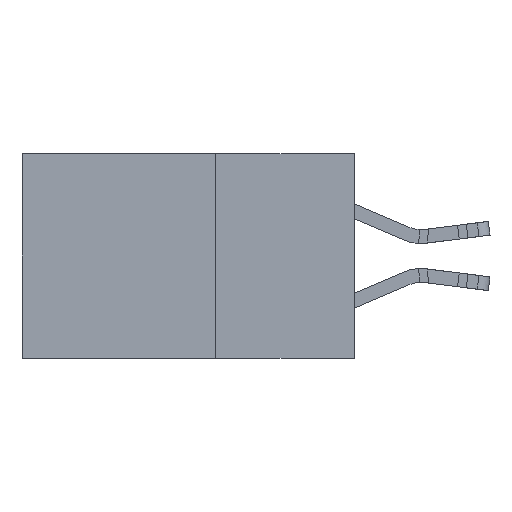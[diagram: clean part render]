
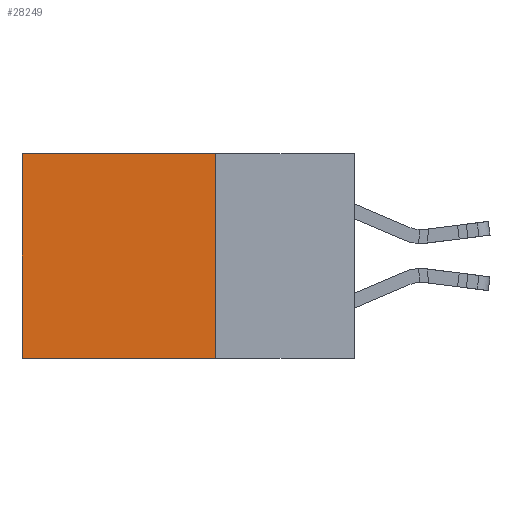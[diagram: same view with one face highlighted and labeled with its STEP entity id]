
A CAD part, left-side view. The second image highlights one B-rep face of the part: STEP entity #28249.
In plain terms, the highlighted planar face has unit normal (-1, 0, 0).
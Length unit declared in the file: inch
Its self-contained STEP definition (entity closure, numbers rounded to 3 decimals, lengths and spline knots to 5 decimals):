
#1898 = CARTESIAN_POINT ( 'NONE',  ( 0.298, 0.6, -0.37 ) ) ;
#3090 = CARTESIAN_POINT ( 'NONE',  ( 0.298, 0.6, 0. ) ) ;
#4314 = ORIENTED_EDGE ( 'NONE', *, *, #29870, .F. ) ;
#7614 = AXIS2_PLACEMENT_3D ( 'NONE', #30999, #26034, #10848 ) ;
#8561 = VECTOR ( 'NONE', #32882, 39.37008 ) ;
#8568 = EDGE_LOOP ( 'NONE', ( #30337, #32347, #4314, #22163 ) ) ;
#8872 = EDGE_CURVE ( 'NONE', #27559, #10711, #17212, .T. ) ;
#9084 = VECTOR ( 'NONE', #32127, 39.37008 ) ;
#9338 = LINE ( 'NONE', #15264, #8561 ) ;
#10408 = VECTOR ( 'NONE', #12501, 39.37008 ) ;
#10711 = VERTEX_POINT ( 'NONE', #1898 ) ;
#10747 = VECTOR ( 'NONE', #12516, 39.37008 ) ;
#10848 = DIRECTION ( 'NONE',  ( 0., 0., -1. ) ) ;
#10884 = CARTESIAN_POINT ( 'NONE',  ( 0.298, 0.25, -0.37 ) ) ;
#12501 = DIRECTION ( 'NONE',  ( 0., 1., 0. ) ) ;
#12516 = DIRECTION ( 'NONE',  ( 0., 0., -1. ) ) ;
#12794 = FACE_OUTER_BOUND ( 'NONE', #8568, .T. ) ;
#14995 = CARTESIAN_POINT ( 'NONE',  ( 0.298, 0.6, 0. ) ) ;
#15264 = CARTESIAN_POINT ( 'NONE',  ( 0.298, 0.25, 0. ) ) ;
#17212 = LINE ( 'NONE', #22570, #10408 ) ;
#17590 = EDGE_CURVE ( 'NONE', #30267, #10711, #30945, .T. ) ;
#21936 = EDGE_CURVE ( 'NONE', #27150, #30267, #9338, .T. ) ;
#22163 = ORIENTED_EDGE ( 'NONE', *, *, #21936, .T. ) ;
#22570 = CARTESIAN_POINT ( 'NONE',  ( 0.298, 0.25, -0.37 ) ) ;
#23498 = PLANE ( 'NONE',  #7614 ) ;
#26034 = DIRECTION ( 'NONE',  ( 1., 0., 0. ) ) ;
#27150 = VERTEX_POINT ( 'NONE', #27187 ) ;
#27187 = CARTESIAN_POINT ( 'NONE',  ( 0.298, 0.25, 0. ) ) ;
#27559 = VERTEX_POINT ( 'NONE', #10884 ) ;
#28249 = ADVANCED_FACE ( 'NONE', ( #12794 ), #23498, .F. ) ;
#29257 = LINE ( 'NONE', #29593, #9084 ) ;
#29593 = CARTESIAN_POINT ( 'NONE',  ( 0.298, 0.25, 0. ) ) ;
#29870 = EDGE_CURVE ( 'NONE', #27150, #27559, #29257, .T. ) ;
#30267 = VERTEX_POINT ( 'NONE', #3090 ) ;
#30337 = ORIENTED_EDGE ( 'NONE', *, *, #17590, .T. ) ;
#30945 = LINE ( 'NONE', #14995, #10747 ) ;
#30999 = CARTESIAN_POINT ( 'NONE',  ( 0.298, 0.25, 0. ) ) ;
#32127 = DIRECTION ( 'NONE',  ( 0., 0., -1. ) ) ;
#32347 = ORIENTED_EDGE ( 'NONE', *, *, #8872, .F. ) ;
#32882 = DIRECTION ( 'NONE',  ( 0., 1., 0. ) ) ;
